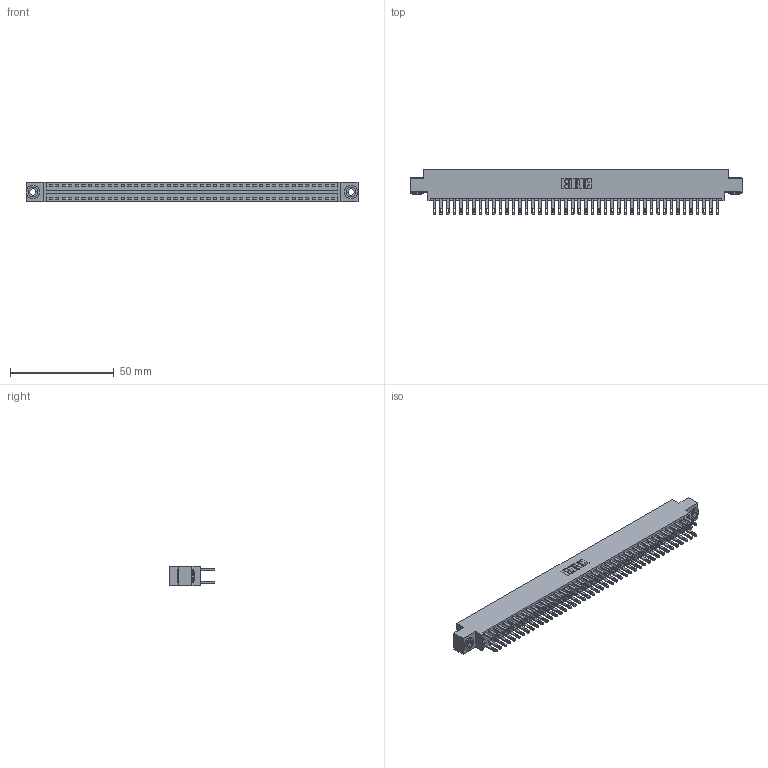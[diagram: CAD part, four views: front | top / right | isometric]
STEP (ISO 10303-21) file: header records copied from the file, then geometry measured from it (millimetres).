
FILE_DESCRIPTION (( 'STEP AP203' ), '1' );
FILE_NAME ('346-088-500-803.STEP', '2018-08-29T23:38:45', ( '' ), ( '' ), 'SwSTEP 2.0', 'SolidWorks 2016', '' );
FILE_SCHEMA (( 'CONFIG_CONTROL_DESIGN' ));
Length unit declared in the file: inch
Products named in the file (4): 345-250-002_345-250-002-102; 346-088-500-803; 346 Part_0.170 Offset - 0.156 Dia-TH; 345-292-001_345-293-100
Assembly tree (91 placements, depth 2):
  346-088-500-803
    346 Part_0.170 Offset - 0.156 Dia-TH
    345-292-001_345-293-100  x88
    345-250-002_345-250-002-102  x2
Bounding box: 160.27 x 21.84 x 9.4 mm (x, y, z)
Volume: 15777.9 mm3; surface area: 23034.1 mm2
Topology: 91 solids, 91 shells, 4388 faces, 13353 edges, 8898 vertices
Faces by surface type: plane 2642, cylinder 1738, cone 8
Entity records: 29158 total; most frequent: CARTESIAN_POINT 4779, ORIENTED_EDGE 4706, DIRECTION 4295, EDGE_CURVE 2353, VECTOR 2017, LINE 2017, VERTEX_POINT 1566, AXIS2_PLACEMENT_3D 1139
